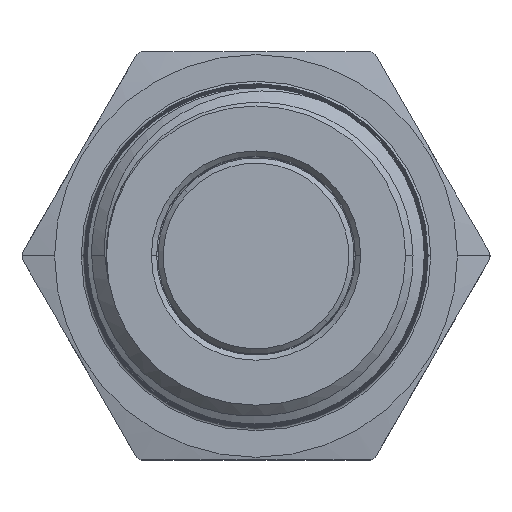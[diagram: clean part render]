
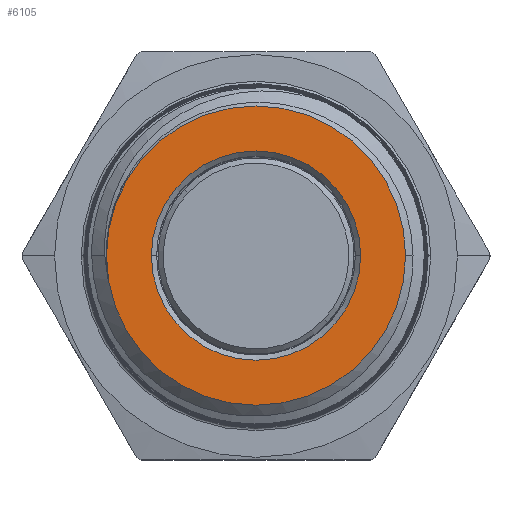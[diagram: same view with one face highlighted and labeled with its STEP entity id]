
A CAD part, top view. The second image highlights one B-rep face of the part: STEP entity #6105.
In plain terms, the highlighted planar face has unit normal (0, 0, 1).
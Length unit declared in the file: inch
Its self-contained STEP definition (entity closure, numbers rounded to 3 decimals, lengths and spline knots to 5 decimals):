
#19 = EDGE_CURVE ( 'NONE', #5611, #5610, #5625, .T. ) ;
#75 = AXIS2_PLACEMENT_3D ( 'NONE', #3175, #3176, #3177 ) ;
#76 = AXIS2_PLACEMENT_3D ( 'NONE', #3237, #3238, #3239 ) ;
#85 = AXIS2_PLACEMENT_3D ( 'NONE', #3259, #3257, #3263 ) ;
#117 = DIRECTION ( 'NONE',  ( 1., 0., 0. ) ) ;
#118 = DIRECTION ( 'NONE',  ( 0., 0., 1. ) ) ;
#119 = CARTESIAN_POINT ( 'NONE',  ( 0., 0., 0.99 ) ) ;
#2626 = CARTESIAN_POINT ( 'NONE',  ( -0.39999, 0., 0.99 ) ) ;
#2627 = CARTESIAN_POINT ( 'NONE',  ( 0.39999, 0., 0.99 ) ) ;
#3175 = CARTESIAN_POINT ( 'NONE',  ( 0., 0., 0.99 ) ) ;
#3176 = DIRECTION ( 'NONE',  ( 0., 0., -1. ) ) ;
#3177 = DIRECTION ( 'NONE',  ( -1., 0., 0. ) ) ;
#3237 = CARTESIAN_POINT ( 'NONE',  ( 0., 0., 0.99 ) ) ;
#3238 = DIRECTION ( 'NONE',  ( 0., 0., -1. ) ) ;
#3239 = DIRECTION ( 'NONE',  ( -1., 0., 0. ) ) ;
#3257 = DIRECTION ( 'NONE',  ( 0., 0., 1. ) ) ;
#3259 = CARTESIAN_POINT ( 'NONE',  ( 0., 0., 0.99 ) ) ;
#3261 = PLANE ( 'NONE',  #85 ) ;
#3263 = DIRECTION ( 'NONE',  ( 1., 0., 0. ) ) ;
#4417 = CARTESIAN_POINT ( 'NONE',  ( -0.572, 0., 0.99 ) ) ;
#4533 = CARTESIAN_POINT ( 'NONE',  ( 0.572, 0., 0.99 ) ) ;
#4565 = CARTESIAN_POINT ( 'NONE',  ( 0., 0., 0.99 ) ) ;
#4566 = DIRECTION ( 'NONE',  ( 0., 0., 1. ) ) ;
#4567 = DIRECTION ( 'NONE',  ( 1., 0., 0. ) ) ;
#4738 = AXIS2_PLACEMENT_3D ( 'NONE', #119, #118, #117 ) ;
#4828 = VERTEX_POINT ( 'NONE', #4417 ) ;
#5249 = VERTEX_POINT ( 'NONE', #4533 ) ;
#5310 = EDGE_CURVE ( 'NONE', #5610, #5611, #5486, .T. ) ;
#5486 = CIRCLE ( 'NONE', #6561, 0.39999 ) ;
#5610 = VERTEX_POINT ( 'NONE', #2626 ) ;
#5611 = VERTEX_POINT ( 'NONE', #2627 ) ;
#5625 = CIRCLE ( 'NONE', #4738, 0.39999 ) ;
#5722 = CIRCLE ( 'NONE', #75, 0.572 ) ;
#5730 = CIRCLE ( 'NONE', #76, 0.572 ) ;
#5732 = FACE_OUTER_BOUND ( 'NONE', #6069, .T. ) ;
#5749 = FACE_BOUND ( 'NONE', #6074, .T. ) ;
#5821 = EDGE_CURVE ( 'NONE', #4828, #5249, #5722, .T. ) ;
#5826 = EDGE_CURVE ( 'NONE', #5249, #4828, #5730, .T. ) ;
#5881 = ORIENTED_EDGE ( 'NONE', *, *, #5821, .F. ) ;
#5882 = ORIENTED_EDGE ( 'NONE', *, *, #5826, .F. ) ;
#5883 = ORIENTED_EDGE ( 'NONE', *, *, #19, .F. ) ;
#5993 = ORIENTED_EDGE ( 'NONE', *, *, #5310, .F. ) ;
#6069 = EDGE_LOOP ( 'NONE', ( #5881, #5882 ) ) ;
#6074 = EDGE_LOOP ( 'NONE', ( #5883, #5993 ) ) ;
#6105 = ADVANCED_FACE ( 'NONE', ( #5732, #5749 ), #3261, .T. ) ;
#6561 = AXIS2_PLACEMENT_3D ( 'NONE', #4565, #4566, #4567 ) ;
